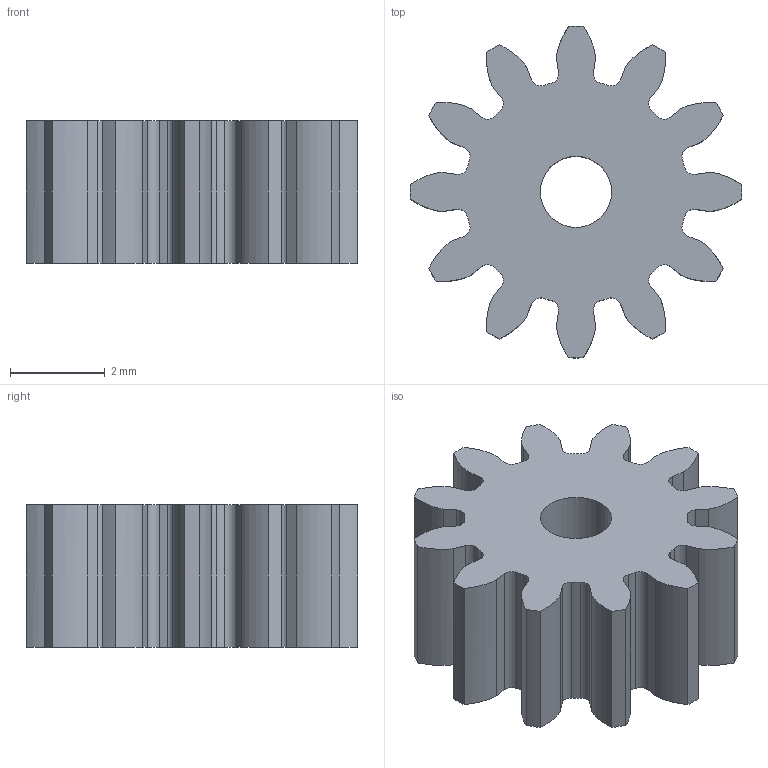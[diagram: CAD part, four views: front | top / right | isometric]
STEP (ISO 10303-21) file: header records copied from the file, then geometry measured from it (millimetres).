
FILE_DESCRIPTION(/* description */ (''),/* implementation_level */ '2;1');
FILE_NAME(/* name */ 'gear_t12_m0.5 v2.step',/* time_stamp */ '2024-07-13T22:50:23+09:00',/* author */ (''),/* organization */ (''),/* preprocessor_version */ 'ST-DEVELOPER v20',/* originating_system */ 'Autodesk Translation Framework v13.14.0.145',/* authorisation */ '');
FILE_SCHEMA (('AUTOMOTIVE_DESIGN { 1 0 10303 214 3 1 1 }'));
Length unit declared in the file: millimetre
Products named in the file (2): gear_t12_m0.5; Spur Gear (12 teeth)
Assembly tree (1 placements, depth 2):
  gear_t12_m0.5
    Spur Gear (12 teeth)
Bounding box: 7 x 7 x 3 mm (x, y, z)
Volume: 75.8 mm3; surface area: 178.6 mm2
Topology: 1 solids, 1 shells, 99 faces, 291 edges, 194 vertices
Faces by surface type: cylinder 49, plane 26, bspline 24
Full cylindrical faces by diameter (mm): 1.5 x1
Entity records: 10268 total; most frequent: CARTESIAN_POINT 7715, ORIENTED_EDGE 582, DIRECTION 497, EDGE_CURVE 291, VERTEX_POINT 194, AXIS2_PLACEMENT_3D 176, LINE 145, VECTOR 145
